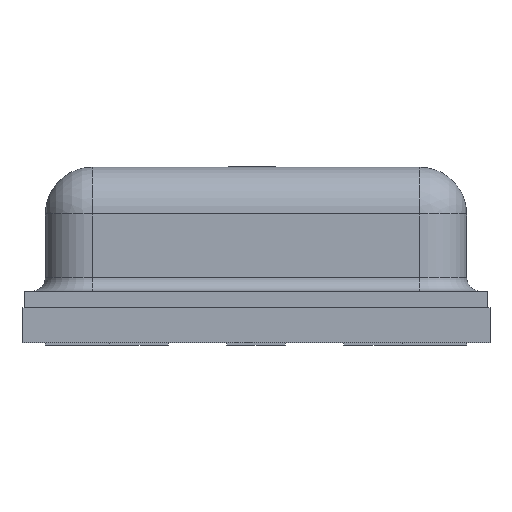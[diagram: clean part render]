
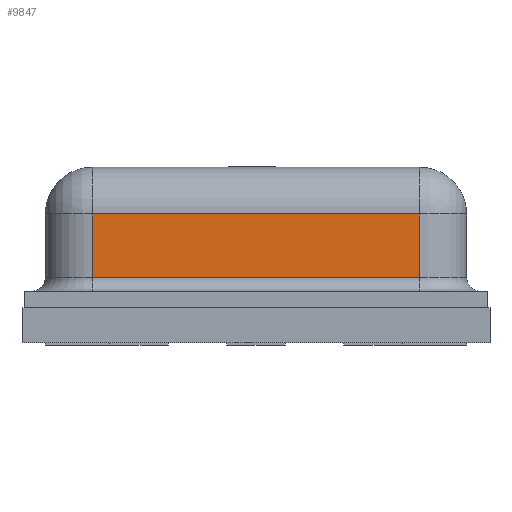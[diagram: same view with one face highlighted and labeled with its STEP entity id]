
A CAD part, left-side view. The second image highlights one B-rep face of the part: STEP entity #9847.
In plain terms, the highlighted planar face has unit normal (-1, 0, 0).
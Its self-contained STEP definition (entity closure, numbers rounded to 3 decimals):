
#1981 = CYLINDRICAL_SURFACE('',#1982,0.2);
#1982 = AXIS2_PLACEMENT_3D('',#1983,#1984,#1985);
#1983 = CARTESIAN_POINT('',(-0.7,0.7,0.56));
#1984 = DIRECTION('',(0.,-1.,0.));
#1985 = DIRECTION('',(0.,0.,-1.));
#9318 = CYLINDRICAL_SURFACE('',#9319,0.06);
#9319 = AXIS2_PLACEMENT_3D('',#9320,#9321,#9322);
#9320 = CARTESIAN_POINT('',(-0.96,-0.7,0.29));
#9321 = DIRECTION('',(0.,-1.,0.));
#9322 = DIRECTION('',(0.,0.,-1.));
#9732 = CYLINDRICAL_SURFACE('',#9733,0.2);
#9733 = AXIS2_PLACEMENT_3D('',#9734,#9735,#9736);
#9734 = CARTESIAN_POINT('',(-0.7,0.7,0.76));
#9735 = DIRECTION('',(-0.,-0.,-1.));
#9736 = DIRECTION('',(-1.,0.,0.));
#9770 = VERTEX_POINT('',#9771);
#9771 = CARTESIAN_POINT('',(-0.9,0.7,0.29));
#9793 = EDGE_CURVE('',#9794,#9770,#9796,.T.);
#9794 = VERTEX_POINT('',#9795);
#9795 = CARTESIAN_POINT('',(-0.9,0.7,0.56));
#9796 = SURFACE_CURVE('',#9797,(#9801,#9808),.PCURVE_S1.);
#9797 = LINE('',#9798,#9799);
#9798 = CARTESIAN_POINT('',(-0.9,0.7,0.76));
#9799 = VECTOR('',#9800,1.);
#9800 = DIRECTION('',(-0.,-0.,-1.));
#9801 = PCURVE('',#9732,#9802);
#9802 = DEFINITIONAL_REPRESENTATION('',(#9803),#9807);
#9803 = LINE('',#9804,#9805);
#9804 = CARTESIAN_POINT('',(0.,0.));
#9805 = VECTOR('',#9806,1.);
#9806 = DIRECTION('',(0.,1.));
#9807 = ( GEOMETRIC_REPRESENTATION_CONTEXT(2) 
PARAMETRIC_REPRESENTATION_CONTEXT() REPRESENTATION_CONTEXT('2D SPACE',''
  ) );
#9808 = PCURVE('',#9809,#9814);
#9809 = PLANE('',#9810);
#9810 = AXIS2_PLACEMENT_3D('',#9811,#9812,#9813);
#9811 = CARTESIAN_POINT('',(-0.9,-0.7,0.76));
#9812 = DIRECTION('',(1.,0.,0.));
#9813 = DIRECTION('',(0.,0.,-1.));
#9814 = DEFINITIONAL_REPRESENTATION('',(#9815),#9819);
#9815 = LINE('',#9816,#9817);
#9816 = CARTESIAN_POINT('',(0.,1.4));
#9817 = VECTOR('',#9818,1.);
#9818 = DIRECTION('',(1.,0.));
#9819 = ( GEOMETRIC_REPRESENTATION_CONTEXT(2) 
PARAMETRIC_REPRESENTATION_CONTEXT() REPRESENTATION_CONTEXT('2D SPACE',''
  ) );
#9847 = ADVANCED_FACE('',(#9848),#9809,.F.);
#9848 = FACE_BOUND('',#9849,.T.);
#9849 = EDGE_LOOP('',(#9850,#9851,#9874,#9902));
#9850 = ORIENTED_EDGE('',*,*,#9793,.T.);
#9851 = ORIENTED_EDGE('',*,*,#9852,.T.);
#9852 = EDGE_CURVE('',#9770,#9853,#9855,.T.);
#9853 = VERTEX_POINT('',#9854);
#9854 = CARTESIAN_POINT('',(-0.9,-0.7,0.29));
#9855 = SURFACE_CURVE('',#9856,(#9860,#9867),.PCURVE_S1.);
#9856 = LINE('',#9857,#9858);
#9857 = CARTESIAN_POINT('',(-0.9,-0.7,0.29));
#9858 = VECTOR('',#9859,1.);
#9859 = DIRECTION('',(0.,-1.,0.));
#9860 = PCURVE('',#9809,#9861);
#9861 = DEFINITIONAL_REPRESENTATION('',(#9862),#9866);
#9862 = LINE('',#9863,#9864);
#9863 = CARTESIAN_POINT('',(0.47,0.));
#9864 = VECTOR('',#9865,1.);
#9865 = DIRECTION('',(0.,-1.));
#9866 = ( GEOMETRIC_REPRESENTATION_CONTEXT(2) 
PARAMETRIC_REPRESENTATION_CONTEXT() REPRESENTATION_CONTEXT('2D SPACE',''
  ) );
#9867 = PCURVE('',#9318,#9868);
#9868 = DEFINITIONAL_REPRESENTATION('',(#9869),#9873);
#9869 = LINE('',#9870,#9871);
#9870 = CARTESIAN_POINT('',(1.571,0.));
#9871 = VECTOR('',#9872,1.);
#9872 = DIRECTION('',(0.,1.));
#9873 = ( GEOMETRIC_REPRESENTATION_CONTEXT(2) 
PARAMETRIC_REPRESENTATION_CONTEXT() REPRESENTATION_CONTEXT('2D SPACE',''
  ) );
#9874 = ORIENTED_EDGE('',*,*,#9875,.F.);
#9875 = EDGE_CURVE('',#9876,#9853,#9878,.T.);
#9876 = VERTEX_POINT('',#9877);
#9877 = CARTESIAN_POINT('',(-0.9,-0.7,0.56));
#9878 = SURFACE_CURVE('',#9879,(#9883,#9890),.PCURVE_S1.);
#9879 = LINE('',#9880,#9881);
#9880 = CARTESIAN_POINT('',(-0.9,-0.7,0.76));
#9881 = VECTOR('',#9882,1.);
#9882 = DIRECTION('',(-0.,-0.,-1.));
#9883 = PCURVE('',#9809,#9884);
#9884 = DEFINITIONAL_REPRESENTATION('',(#9885),#9889);
#9885 = LINE('',#9886,#9887);
#9886 = CARTESIAN_POINT('',(0.,0.));
#9887 = VECTOR('',#9888,1.);
#9888 = DIRECTION('',(1.,0.));
#9889 = ( GEOMETRIC_REPRESENTATION_CONTEXT(2) 
PARAMETRIC_REPRESENTATION_CONTEXT() REPRESENTATION_CONTEXT('2D SPACE',''
  ) );
#9890 = PCURVE('',#9891,#9896);
#9891 = CYLINDRICAL_SURFACE('',#9892,0.2);
#9892 = AXIS2_PLACEMENT_3D('',#9893,#9894,#9895);
#9893 = CARTESIAN_POINT('',(-0.7,-0.7,0.76));
#9894 = DIRECTION('',(-0.,-0.,-1.));
#9895 = DIRECTION('',(-1.,0.,0.));
#9896 = DEFINITIONAL_REPRESENTATION('',(#9897),#9901);
#9897 = LINE('',#9898,#9899);
#9898 = CARTESIAN_POINT('',(6.283,0.));
#9899 = VECTOR('',#9900,1.);
#9900 = DIRECTION('',(0.,1.));
#9901 = ( GEOMETRIC_REPRESENTATION_CONTEXT(2) 
PARAMETRIC_REPRESENTATION_CONTEXT() REPRESENTATION_CONTEXT('2D SPACE',''
  ) );
#9902 = ORIENTED_EDGE('',*,*,#9903,.T.);
#9903 = EDGE_CURVE('',#9876,#9794,#9904,.T.);
#9904 = SURFACE_CURVE('',#9905,(#9909,#9916),.PCURVE_S1.);
#9905 = LINE('',#9906,#9907);
#9906 = CARTESIAN_POINT('',(-0.9,-0.7,0.56));
#9907 = VECTOR('',#9908,1.);
#9908 = DIRECTION('',(0.,1.,0.));
#9909 = PCURVE('',#9809,#9910);
#9910 = DEFINITIONAL_REPRESENTATION('',(#9911),#9915);
#9911 = LINE('',#9912,#9913);
#9912 = CARTESIAN_POINT('',(0.2,0.));
#9913 = VECTOR('',#9914,1.);
#9914 = DIRECTION('',(0.,1.));
#9915 = ( GEOMETRIC_REPRESENTATION_CONTEXT(2) 
PARAMETRIC_REPRESENTATION_CONTEXT() REPRESENTATION_CONTEXT('2D SPACE',''
  ) );
#9916 = PCURVE('',#1981,#9917);
#9917 = DEFINITIONAL_REPRESENTATION('',(#9918),#9922);
#9918 = LINE('',#9919,#9920);
#9919 = CARTESIAN_POINT('',(4.712,1.4));
#9920 = VECTOR('',#9921,1.);
#9921 = DIRECTION('',(0.,-1.));
#9922 = ( GEOMETRIC_REPRESENTATION_CONTEXT(2) 
PARAMETRIC_REPRESENTATION_CONTEXT() REPRESENTATION_CONTEXT('2D SPACE',''
  ) );
